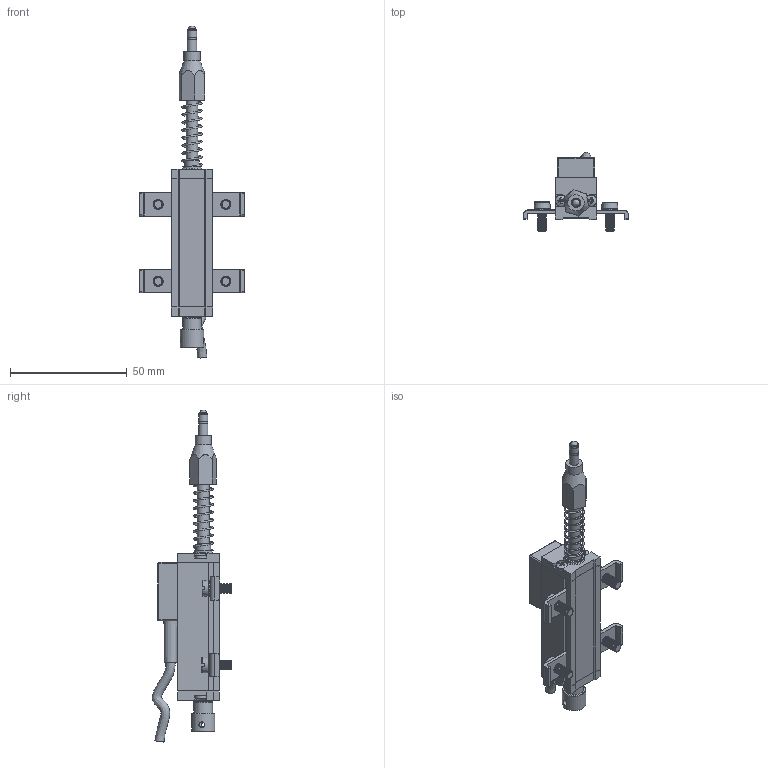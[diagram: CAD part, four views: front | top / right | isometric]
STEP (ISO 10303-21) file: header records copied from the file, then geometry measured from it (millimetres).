
FILE_DESCRIPTION (( 'STEP AP214' ), '1' );
FILE_NAME ('PY2-F-0025-S-L.STEP', '2020-03-18T17:15:46', ( '' ), ( '' ), 'SwSTEP 2.0', 'SolidWorks 2019', '' );
FILE_SCHEMA (( 'AUTOMOTIVE_DESIGN' ));
Length unit declared in the file: inch
Products named in the file (1): PY2-F-0025-S-L
Bounding box: 45 x 34.02 x 142.38 mm (x, y, z)
Volume: 28353.2 mm3; surface area: 19348.4 mm2
Topology: 31 solids, 31 shells, 969 faces, 2429 edges, 1540 vertices
Faces by surface type: cone 351, plane 323, cylinder 247, bspline 48
Full cylindrical faces by diameter (mm): 1.6 x1, 2 x24, 2.05 x1, 2.1 x1, 2.3 x2, 2.5 x71, 2.6 x1, 2.7 x4, 3.2 x3, 3.3 x1, 3.8 x3, 4 x62, 4.2 x1, 4.3 x4, 5 x5, 5.1 x2, 6 x3, 6.3 x2, 7 x2, 7.8 x2, 8 x1, 8.5 x1, 10 x1
Entity records: 39410 total; most frequent: CARTESIAN_POINT 7608, DIRECTION 3993, ORIENTED_EDGE 3134, AXIS2_PLACEMENT_3D 1724, EDGE_CURVE 1567, EDGE_LOOP 1558, VERTEX_POINT 1215, FACE_OUTER_BOUND 1181
